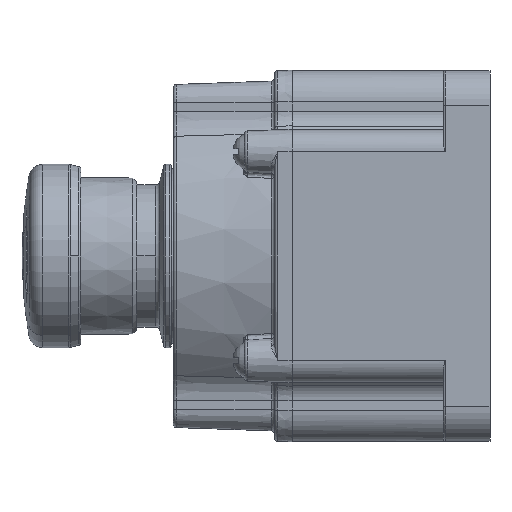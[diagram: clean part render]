
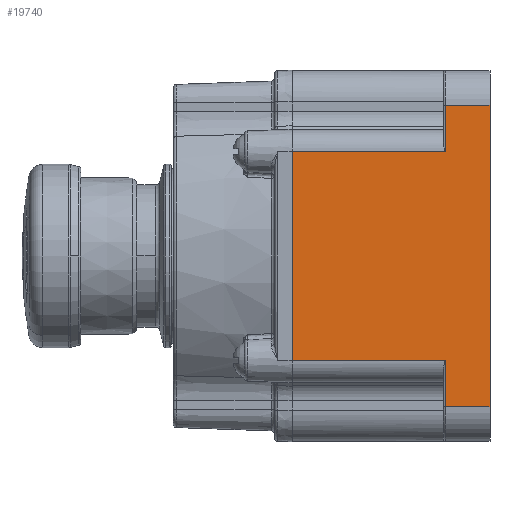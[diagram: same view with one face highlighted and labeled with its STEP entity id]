
A CAD part, left-side view. The second image highlights one B-rep face of the part: STEP entity #19740.
In plain terms, the highlighted planar face has unit normal (-1, 0, 0).
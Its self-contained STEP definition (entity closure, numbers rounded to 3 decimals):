
#4859=DIRECTION('',(0.,1.,0.));
#4860=VECTOR('',#4859,9.76);
#4861=CARTESIAN_POINT('',(0.,0.,-7.571));
#4862=LINE('',#4861,#4860);
#4986=DIRECTION('',(0.,1.,0.));
#4987=VECTOR('',#4986,33.42);
#4988=CARTESIAN_POINT('',(0.,9.76,-17.69));
#4989=LINE('',#4988,#4987);
#5001=DIRECTION('',(0.,0.,1.));
#5002=VECTOR('',#5001,45.47);
#5003=CARTESIAN_POINT('',(0.,43.18,-63.16));
#5004=LINE('',#5003,#5002);
#5005=DIRECTION('',(0.,0.,1.));
#5006=VECTOR('',#5005,10.119);
#5007=CARTESIAN_POINT('',(0.,9.76,-17.69));
#5008=LINE('',#5007,#5006);
#5009=DIRECTION('',(0.,0.,-1.));
#5010=VECTOR('',#5009,65.709);
#5011=CARTESIAN_POINT('',(0.,0.,-7.571));
#5012=LINE('',#5011,#5010);
#5013=DIRECTION('',(0.,1.,0.));
#5014=VECTOR('',#5013,9.76);
#5015=CARTESIAN_POINT('',(0.,0.,-73.279));
#5016=LINE('',#5015,#5014);
#5017=DIRECTION('',(0.,0.,1.));
#5018=VECTOR('',#5017,10.119);
#5019=CARTESIAN_POINT('',(0.,9.76,-73.279));
#5020=LINE('',#5019,#5018);
#5079=DIRECTION('',(0.,-1.,0.));
#5080=VECTOR('',#5079,33.42);
#5081=CARTESIAN_POINT('',(0.,43.18,-63.16));
#5082=LINE('',#5081,#5080);
#9490=CARTESIAN_POINT('',(0.,0.,-7.571));
#9492=VERTEX_POINT('',#9490);
#9503=CARTESIAN_POINT('',(0.,0.,-73.279));
#9505=VERTEX_POINT('',#9503);
#9852=CARTESIAN_POINT('',(0.,9.76,-7.571));
#9853=VERTEX_POINT('',#9852);
#9856=CARTESIAN_POINT('',(0.,9.76,-17.69));
#9857=VERTEX_POINT('',#9856);
#9862=CARTESIAN_POINT('',(0.,9.76,-73.279));
#9863=CARTESIAN_POINT('',(0.,9.76,-63.16));
#9864=VERTEX_POINT('',#9862);
#9865=VERTEX_POINT('',#9863);
#10286=CARTESIAN_POINT('',(0.,43.18,-63.16));
#10287=CARTESIAN_POINT('',(0.,43.18,-17.69));
#10288=VERTEX_POINT('',#10286);
#10289=VERTEX_POINT('',#10287);
#19722=CARTESIAN_POINT('',(0.,0.,-73.279));
#19723=DIRECTION('',(-1.,0.,0.));
#19724=DIRECTION('',(0.,0.,1.));
#19725=AXIS2_PLACEMENT_3D('',#19722,#19723,#19724);
#19726=PLANE('',#19725);
#19727=ORIENTED_EDGE('',*,*,#11449,.T.);
#19728=ORIENTED_EDGE('',*,*,#19690,.F.);
#19729=ORIENTED_EDGE('',*,*,#19709,.T.);
#19730=ORIENTED_EDGE('',*,*,#19487,.F.);
#19731=ORIENTED_EDGE('',*,*,#11194,.T.);
#19733=ORIENTED_EDGE('',*,*,#19732,.T.);
#19735=ORIENTED_EDGE('',*,*,#19734,.T.);
#19737=ORIENTED_EDGE('',*,*,#19736,.F.);
#19738=EDGE_LOOP('',(#19727,#19728,#19729,#19730,#19731,#19733,#19735,#19737));
#19739=FACE_OUTER_BOUND('',#19738,.F.);
#19740=ADVANCED_FACE('',(#19739),#19726,.T.);
#11194=EDGE_CURVE('',#9492,#9505,#5012,.T.);
#11449=EDGE_CURVE('',#10288,#10289,#5004,.T.);
#19487=EDGE_CURVE('',#9492,#9853,#4862,.T.);
#19690=EDGE_CURVE('',#9857,#10289,#4989,.T.);
#19709=EDGE_CURVE('',#9857,#9853,#5008,.T.);
#19732=EDGE_CURVE('',#9505,#9864,#5016,.T.);
#19734=EDGE_CURVE('',#9864,#9865,#5020,.T.);
#19736=EDGE_CURVE('',#10288,#9865,#5082,.T.);
